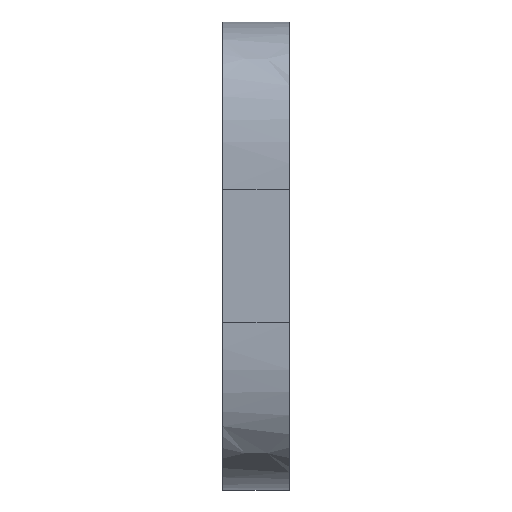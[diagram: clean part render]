
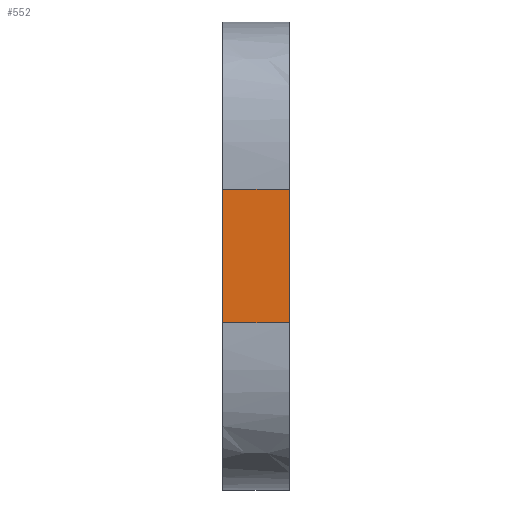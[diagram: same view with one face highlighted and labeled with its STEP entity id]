
A CAD part, left-side view. The second image highlights one B-rep face of the part: STEP entity #552.
In plain terms, the highlighted planar face has unit normal (-1, 0, 0).
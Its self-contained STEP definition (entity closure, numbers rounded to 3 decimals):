
#98 = CARTESIAN_POINT ( 'NONE',  ( -30., 0., -14. ) ) ;
#103 = ORIENTED_EDGE ( 'NONE', *, *, #926, .F. ) ;
#109 = CARTESIAN_POINT ( 'NONE',  ( -30., 2.667, 4. ) ) ;
#142 = FACE_OUTER_BOUND ( 'NONE', #226, .T. ) ;
#150 = EDGE_CURVE ( 'NONE', #1663, #726, #1140, .T. ) ;
#193 = VERTEX_POINT ( 'NONE', #608 ) ;
#226 = EDGE_LOOP ( 'NONE', ( #103, #735, #701, #308 ) ) ;
#239 = LINE ( 'NONE', #98, #1476 ) ;
#283 = AXIS2_PLACEMENT_3D ( 'NONE', #426, #979, #1530 ) ;
#308 = ORIENTED_EDGE ( 'NONE', *, *, #887, .T. ) ;
#354 = CARTESIAN_POINT ( 'NONE',  ( -30., 4., -14. ) ) ;
#426 = CARTESIAN_POINT ( 'NONE',  ( -30., 4., -14. ) ) ;
#511 = CARTESIAN_POINT ( 'NONE',  ( -30., 1.333, 4. ) ) ;
#552 = ADVANCED_FACE ( 'NONE', ( #142 ), #1246, .F. ) ;
#568 = CARTESIAN_POINT ( 'NONE',  ( -30., 4., -4. ) ) ;
#577 = CARTESIAN_POINT ( 'NONE',  ( -30., 0., -4. ) ) ;
#608 = CARTESIAN_POINT ( 'NONE',  ( -30., 4., 4. ) ) ;
#701 = ORIENTED_EDGE ( 'NONE', *, *, #1466, .T. ) ;
#726 = VERTEX_POINT ( 'NONE', #1461 ) ;
#735 = ORIENTED_EDGE ( 'NONE', *, *, #150, .T. ) ;
#751 = VECTOR ( 'NONE', #1468, 1000. ) ;
#798 = VERTEX_POINT ( 'NONE', #1250 ) ;
#887 = EDGE_CURVE ( 'NONE', #798, #193, #1392, .T. ) ;
#898 = CARTESIAN_POINT ( 'NONE',  ( -30., 4., 4. ) ) ;
#918 = CARTESIAN_POINT ( 'NONE',  ( -30., 0., 4. ) ) ;
#926 = EDGE_CURVE ( 'NONE', #1663, #193, #1338, .T. ) ;
#979 = DIRECTION ( 'NONE',  ( 1., 0., 0. ) ) ;
#1140 = B_SPLINE_CURVE_WITH_KNOTS ( 'NONE', 3,
 ( #1781, #1251, #1644, #577 ),
 .UNSPECIFIED., .F., .F.,
 ( 4, 4 ),
 ( 0., 1. ),
 .UNSPECIFIED. ) ;
#1199 = DIRECTION ( 'NONE',  ( 0., 0., 1. ) ) ;
#1246 = PLANE ( 'NONE',  #283 ) ;
#1250 = CARTESIAN_POINT ( 'NONE',  ( -30., 0., 4. ) ) ;
#1251 = CARTESIAN_POINT ( 'NONE',  ( -30., 2.667, -4. ) ) ;
#1338 = LINE ( 'NONE', #354, #751 ) ;
#1392 = B_SPLINE_CURVE_WITH_KNOTS ( 'NONE', 3,
 ( #918, #511, #109, #898 ),
 .UNSPECIFIED., .F., .F.,
 ( 4, 4 ),
 ( 0., 1. ),
 .UNSPECIFIED. ) ;
#1461 = CARTESIAN_POINT ( 'NONE',  ( -30., 0., -4. ) ) ;
#1466 = EDGE_CURVE ( 'NONE', #726, #798, #239, .T. ) ;
#1468 = DIRECTION ( 'NONE',  ( 0., 0., 1. ) ) ;
#1476 = VECTOR ( 'NONE', #1199, 1000. ) ;
#1530 = DIRECTION ( 'NONE',  ( 0., 0., -1. ) ) ;
#1644 = CARTESIAN_POINT ( 'NONE',  ( -30., 1.333, -4. ) ) ;
#1663 = VERTEX_POINT ( 'NONE', #568 ) ;
#1781 = CARTESIAN_POINT ( 'NONE',  ( -30., 4., -4. ) ) ;
